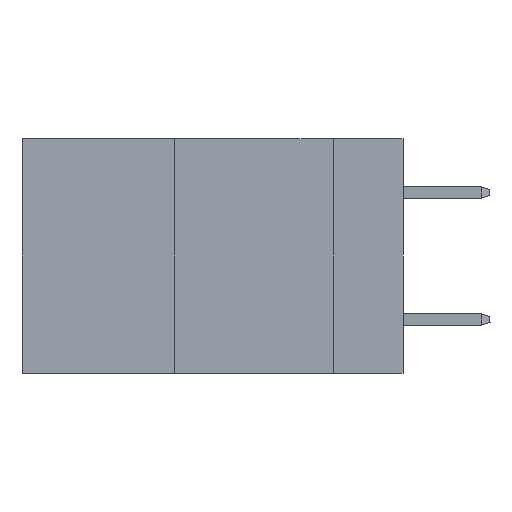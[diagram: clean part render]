
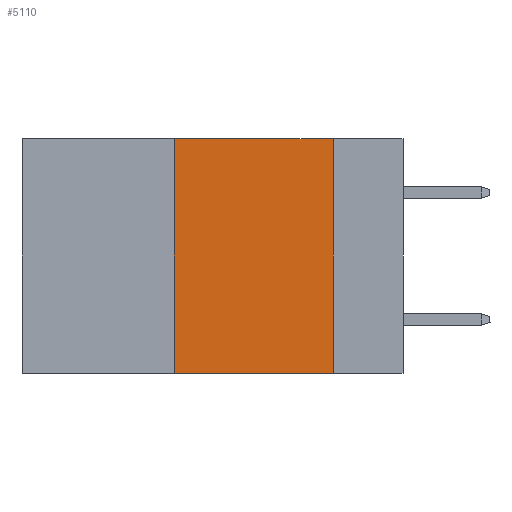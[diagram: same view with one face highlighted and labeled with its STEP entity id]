
A CAD part, left-side view. The second image highlights one B-rep face of the part: STEP entity #5110.
In plain terms, the highlighted planar face has unit normal (-1, 0, 0).
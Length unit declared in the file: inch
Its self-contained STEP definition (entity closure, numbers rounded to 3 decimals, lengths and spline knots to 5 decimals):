
#4115 = LINE ( 'NONE', #9167, #12277 ) ;
#4823 = VECTOR ( 'NONE', #12012, 39.37008 ) ;
#5110 = ADVANCED_FACE ( 'NONE', ( #11209 ), #21816, .F. ) ;
#5984 = LINE ( 'NONE', #16798, #33782 ) ;
#6555 = DIRECTION ( 'NONE',  ( 0., -1., 0. ) ) ;
#6947 = CARTESIAN_POINT ( 'NONE',  ( 0., 0.11, 0. ) ) ;
#9167 = CARTESIAN_POINT ( 'NONE',  ( 0., 0.6, -0.37 ) ) ;
#9791 = ORIENTED_EDGE ( 'NONE', *, *, #32122, .F. ) ;
#9836 = LINE ( 'NONE', #31599, #18618 ) ;
#11209 = FACE_OUTER_BOUND ( 'NONE', #28478, .T. ) ;
#12012 = DIRECTION ( 'NONE',  ( 0., 0., -1. ) ) ;
#12181 = VERTEX_POINT ( 'NONE', #21995 ) ;
#12277 = VECTOR ( 'NONE', #6555, 39.37008 ) ;
#12598 = ORIENTED_EDGE ( 'NONE', *, *, #24103, .F. ) ;
#13206 = AXIS2_PLACEMENT_3D ( 'NONE', #25313, #31066, #17296 ) ;
#13956 = ORIENTED_EDGE ( 'NONE', *, *, #15659, .T. ) ;
#15145 = LINE ( 'NONE', #6947, #4823 ) ;
#15659 = EDGE_CURVE ( 'NONE', #15764, #12181, #4115, .T. ) ;
#15764 = VERTEX_POINT ( 'NONE', #33902 ) ;
#16798 = CARTESIAN_POINT ( 'NONE',  ( 0., 0.6, 0. ) ) ;
#17296 = DIRECTION ( 'NONE',  ( 0., 0., -1. ) ) ;
#18618 = VECTOR ( 'NONE', #23579, 39.37008 ) ;
#19403 = DIRECTION ( 'NONE',  ( 0., -1., 0. ) ) ;
#21816 = PLANE ( 'NONE',  #13206 ) ;
#21956 = ORIENTED_EDGE ( 'NONE', *, *, #26911, .F. ) ;
#21995 = CARTESIAN_POINT ( 'NONE',  ( 0., 0.11, -0.37 ) ) ;
#23579 = DIRECTION ( 'NONE',  ( 0., 0., 1. ) ) ;
#24103 = EDGE_CURVE ( 'NONE', #15764, #32958, #9836, .T. ) ;
#25313 = CARTESIAN_POINT ( 'NONE',  ( 0., 0.6, 0. ) ) ;
#26421 = VERTEX_POINT ( 'NONE', #31355 ) ;
#26902 = CARTESIAN_POINT ( 'NONE',  ( 0., 0.36, 0. ) ) ;
#26911 = EDGE_CURVE ( 'NONE', #32958, #26421, #5984, .T. ) ;
#28478 = EDGE_LOOP ( 'NONE', ( #9791, #21956, #12598, #13956 ) ) ;
#31066 = DIRECTION ( 'NONE',  ( 1., 0., 0. ) ) ;
#31355 = CARTESIAN_POINT ( 'NONE',  ( 0., 0.11, 0. ) ) ;
#31599 = CARTESIAN_POINT ( 'NONE',  ( 0., 0.36, 0. ) ) ;
#32122 = EDGE_CURVE ( 'NONE', #26421, #12181, #15145, .T. ) ;
#32958 = VERTEX_POINT ( 'NONE', #26902 ) ;
#33782 = VECTOR ( 'NONE', #19403, 39.37008 ) ;
#33902 = CARTESIAN_POINT ( 'NONE',  ( 0., 0.36, -0.37 ) ) ;
